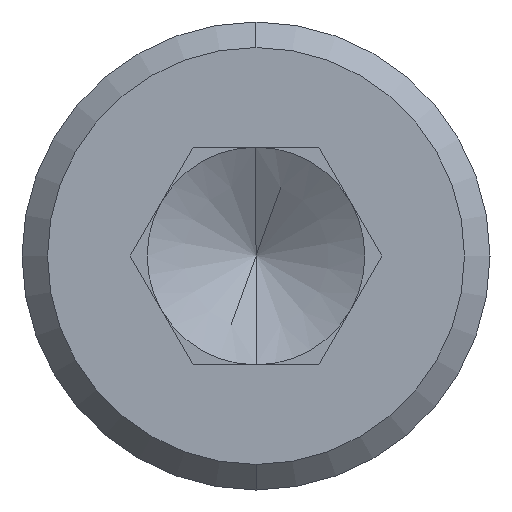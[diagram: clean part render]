
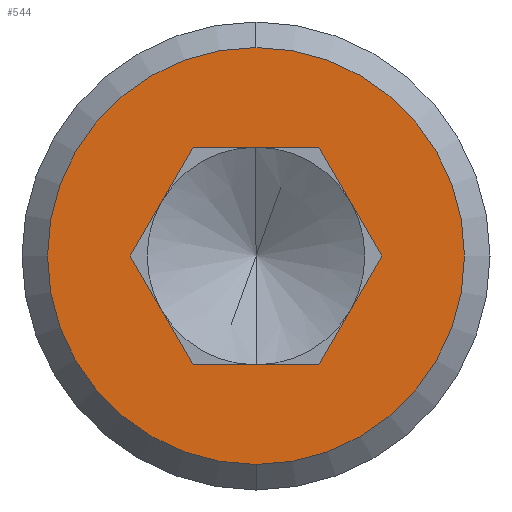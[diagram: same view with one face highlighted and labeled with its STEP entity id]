
A CAD part, left-side view. The second image highlights one B-rep face of the part: STEP entity #544.
In plain terms, the highlighted planar face has unit normal (-1, 0, 0).
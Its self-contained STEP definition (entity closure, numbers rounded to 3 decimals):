
#15 = CARTESIAN_POINT ( 'NONE',  ( 0., -1.478, 0. ) ) ;
#26 = EDGE_CURVE ( 'NONE', #395, #673, #445, .T. ) ;
#31 = CARTESIAN_POINT ( 'NONE',  ( 0., 0.739, -1.28 ) ) ;
#76 = CARTESIAN_POINT ( 'NONE',  ( 0., -0.739, 1.28 ) ) ;
#87 = DIRECTION ( 'NONE',  ( 0., 0., 1. ) ) ;
#89 = CIRCLE ( 'NONE', #603, 2.45 ) ;
#96 = ORIENTED_EDGE ( 'NONE', *, *, #478, .F. ) ;
#106 = EDGE_CURVE ( 'NONE', #395, #374, #269, .T. ) ;
#120 = AXIS2_PLACEMENT_3D ( 'NONE', #415, #477, #534 ) ;
#125 = DIRECTION ( 'NONE',  ( -1., 0., 0. ) ) ;
#128 = CARTESIAN_POINT ( 'NONE',  ( 0., -0.739, -1.28 ) ) ;
#133 = CARTESIAN_POINT ( 'NONE',  ( 0., 1.478, 0. ) ) ;
#159 = ORIENTED_EDGE ( 'NONE', *, *, #623, .F. ) ;
#167 = PLANE ( 'NONE',  #120 ) ;
#175 = ORIENTED_EDGE ( 'NONE', *, *, #630, .T. ) ;
#183 = ORIENTED_EDGE ( 'NONE', *, *, #106, .T. ) ;
#189 = CARTESIAN_POINT ( 'NONE',  ( 0., -0.739, 1.28 ) ) ;
#206 = DIRECTION ( 'NONE',  ( 0., 1., 0. ) ) ;
#210 = EDGE_CURVE ( 'NONE', #774, #673, #516, .T. ) ;
#215 = DIRECTION ( 'NONE',  ( 0., -0.5, 0.866 ) ) ;
#217 = DIRECTION ( 'NONE',  ( 0., -1., 0. ) ) ;
#221 = CARTESIAN_POINT ( 'NONE',  ( 0., -1.478, 0. ) ) ;
#262 = DIRECTION ( 'NONE',  ( -1., 0., 0. ) ) ;
#269 = LINE ( 'NONE', #524, #460 ) ;
#271 = EDGE_CURVE ( 'NONE', #698, #317, #393, .T. ) ;
#275 = FACE_BOUND ( 'NONE', #459, .T. ) ;
#279 = AXIS2_PLACEMENT_3D ( 'NONE', #675, #125, #608 ) ;
#282 = LINE ( 'NONE', #221, #502 ) ;
#290 = DIRECTION ( 'NONE',  ( 0., 0.5, -0.866 ) ) ;
#296 = CARTESIAN_POINT ( 'NONE',  ( 0., 0.739, -1.28 ) ) ;
#317 = VERTEX_POINT ( 'NONE', #553 ) ;
#362 = CARTESIAN_POINT ( 'NONE',  ( 0., 0., 2.45 ) ) ;
#374 = VERTEX_POINT ( 'NONE', #15 ) ;
#384 = DIRECTION ( 'NONE',  ( 0., -0.5, -0.866 ) ) ;
#393 = CIRCLE ( 'NONE', #279, 2.45 ) ;
#395 = VERTEX_POINT ( 'NONE', #189 ) ;
#412 = DIRECTION ( 'NONE',  ( 0., -0.5, -0.866 ) ) ;
#415 = CARTESIAN_POINT ( 'NONE',  ( 0., 0., 0. ) ) ;
#424 = VERTEX_POINT ( 'NONE', #128 ) ;
#445 = LINE ( 'NONE', #76, #724 ) ;
#450 = VECTOR ( 'NONE', #384, 1000. ) ;
#459 = EDGE_LOOP ( 'NONE', ( #600, #677, #183, #789, #159, #96 ) ) ;
#460 = VECTOR ( 'NONE', #412, 1000. ) ;
#477 = DIRECTION ( 'NONE',  ( -1., 0., 0. ) ) ;
#478 = EDGE_CURVE ( 'NONE', #774, #626, #681, .T. ) ;
#493 = VECTOR ( 'NONE', #215, 1000. ) ;
#497 = EDGE_LOOP ( 'NONE', ( #175, #684 ) ) ;
#502 = VECTOR ( 'NONE', #290, 1000. ) ;
#516 = LINE ( 'NONE', #757, #493 ) ;
#524 = CARTESIAN_POINT ( 'NONE',  ( 0., -0.739, 1.28 ) ) ;
#532 = CARTESIAN_POINT ( 'NONE',  ( 0., 0.739, 1.28 ) ) ;
#534 = DIRECTION ( 'NONE',  ( 0., 0., 1. ) ) ;
#536 = CARTESIAN_POINT ( 'NONE',  ( 0., 1.478, 0. ) ) ;
#544 = ADVANCED_FACE ( 'NONE', ( #275, #646 ), #167, .T. ) ;
#553 = CARTESIAN_POINT ( 'NONE',  ( 0., 0., -2.45 ) ) ;
#580 = LINE ( 'NONE', #31, #672 ) ;
#600 = ORIENTED_EDGE ( 'NONE', *, *, #210, .T. ) ;
#603 = AXIS2_PLACEMENT_3D ( 'NONE', #781, #262, #87 ) ;
#608 = DIRECTION ( 'NONE',  ( 0., 0., 1. ) ) ;
#623 = EDGE_CURVE ( 'NONE', #626, #424, #580, .T. ) ;
#626 = VERTEX_POINT ( 'NONE', #296 ) ;
#630 = EDGE_CURVE ( 'NONE', #317, #698, #89, .T. ) ;
#646 = FACE_OUTER_BOUND ( 'NONE', #497, .T. ) ;
#660 = EDGE_CURVE ( 'NONE', #374, #424, #282, .T. ) ;
#672 = VECTOR ( 'NONE', #217, 1000. ) ;
#673 = VERTEX_POINT ( 'NONE', #532 ) ;
#675 = CARTESIAN_POINT ( 'NONE',  ( 0., 0., 0. ) ) ;
#677 = ORIENTED_EDGE ( 'NONE', *, *, #26, .F. ) ;
#681 = LINE ( 'NONE', #133, #450 ) ;
#684 = ORIENTED_EDGE ( 'NONE', *, *, #271, .T. ) ;
#698 = VERTEX_POINT ( 'NONE', #362 ) ;
#724 = VECTOR ( 'NONE', #206, 1000. ) ;
#757 = CARTESIAN_POINT ( 'NONE',  ( 0., 1.478, 0. ) ) ;
#774 = VERTEX_POINT ( 'NONE', #536 ) ;
#781 = CARTESIAN_POINT ( 'NONE',  ( 0., 0., 0. ) ) ;
#789 = ORIENTED_EDGE ( 'NONE', *, *, #660, .T. ) ;
